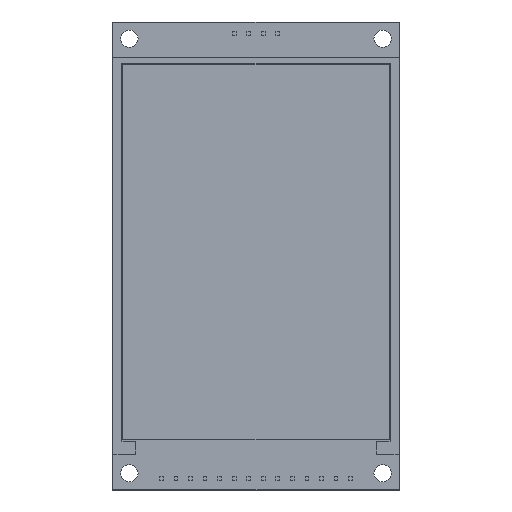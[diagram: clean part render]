
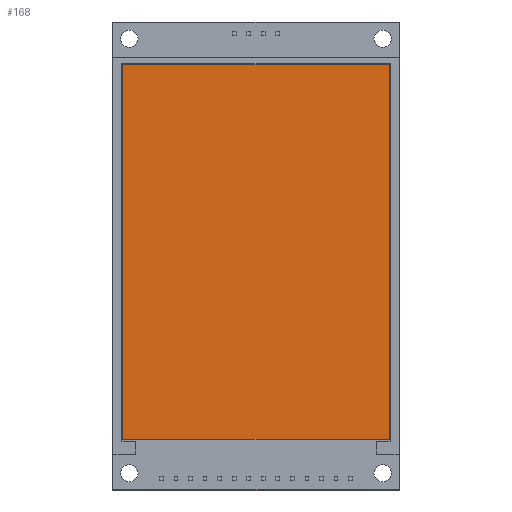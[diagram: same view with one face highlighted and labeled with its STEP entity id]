
A CAD part, top view. The second image highlights one B-rep face of the part: STEP entity #168.
In plain terms, the highlighted planar face has unit normal (0, 0, 1).
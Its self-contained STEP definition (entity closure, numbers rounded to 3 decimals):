
#49 = VERTEX_POINT('',#50);
#50 = CARTESIAN_POINT('',(-23.25,33.5,4.));
#67 = VERTEX_POINT('',#68);
#68 = CARTESIAN_POINT('',(23.25,33.5,4.));
#74 = EDGE_CURVE('',#49,#67,#75,.T.);
#75 = LINE('',#76,#77);
#76 = CARTESIAN_POINT('',(-23.25,33.5,4.));
#77 = VECTOR('',#78,1.);
#78 = DIRECTION('',(1.,0.,0.));
#98 = VERTEX_POINT('',#99);
#99 = CARTESIAN_POINT('',(23.25,-32.,4.));
#105 = EDGE_CURVE('',#67,#98,#106,.T.);
#106 = LINE('',#107,#108);
#107 = CARTESIAN_POINT('',(23.25,33.5,4.));
#108 = VECTOR('',#109,1.);
#109 = DIRECTION('',(0.,-1.,0.));
#129 = VERTEX_POINT('',#130);
#130 = CARTESIAN_POINT('',(-23.25,-32.,4.));
#136 = EDGE_CURVE('',#98,#129,#137,.T.);
#137 = LINE('',#138,#139);
#138 = CARTESIAN_POINT('',(23.25,-32.,4.));
#139 = VECTOR('',#140,1.);
#140 = DIRECTION('',(-1.,0.,0.));
#158 = EDGE_CURVE('',#129,#49,#159,.T.);
#159 = LINE('',#160,#161);
#160 = CARTESIAN_POINT('',(-23.25,-32.,4.));
#161 = VECTOR('',#162,1.);
#162 = DIRECTION('',(0.,1.,0.));
#168 = ADVANCED_FACE('',(#169),#175,.T.);
#169 = FACE_BOUND('',#170,.F.);
#170 = EDGE_LOOP('',(#171,#172,#173,#174));
#171 = ORIENTED_EDGE('',*,*,#74,.T.);
#172 = ORIENTED_EDGE('',*,*,#105,.T.);
#173 = ORIENTED_EDGE('',*,*,#136,.T.);
#174 = ORIENTED_EDGE('',*,*,#158,.T.);
#175 = PLANE('',#176);
#176 = AXIS2_PLACEMENT_3D('',#177,#178,#179);
#177 = CARTESIAN_POINT('',(0.,0.75,4.));
#178 = DIRECTION('',(0.,0.,1.));
#179 = DIRECTION('',(1.,0.,0.));
